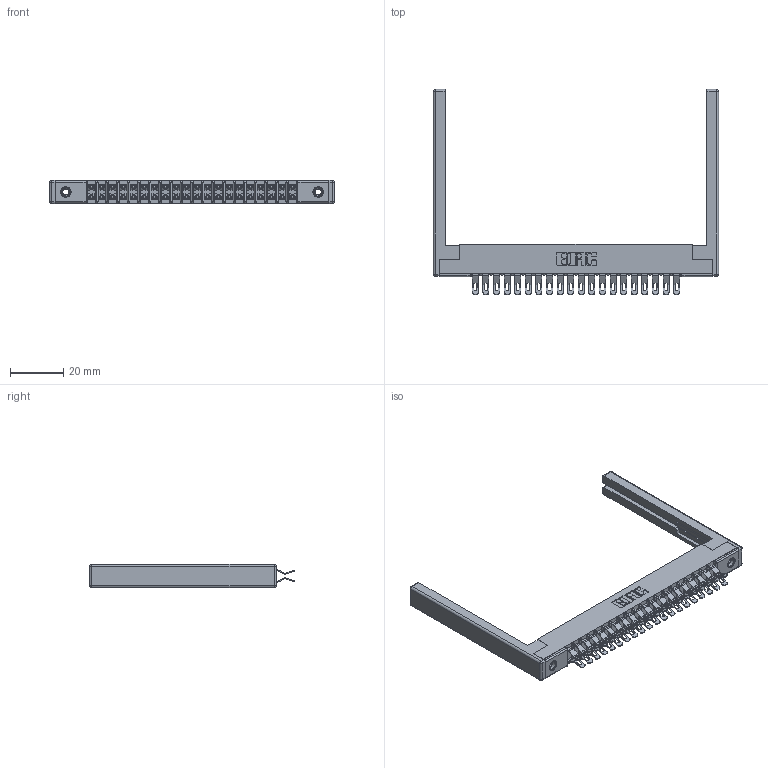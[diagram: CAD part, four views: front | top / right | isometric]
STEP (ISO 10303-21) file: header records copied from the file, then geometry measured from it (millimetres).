
FILE_DESCRIPTION (( 'STEP AP203' ), '1' );
FILE_NAME ('357-040-555-268.STEP', '2019-09-18T05:33:02', ( '' ), ( '' ), 'SwSTEP 2.0', 'SolidWorks 2016', '' );
FILE_SCHEMA (( 'CONFIG_CONTROL_DESIGN' ));
Length unit declared in the file: inch
Products named in the file (5): 307 Part_.156 Dia Mounting Holes; 307-220-068; 307-290-001_555; 345-250-001_345-250-001-102; 357-040-555-268
Assembly tree (45 placements, depth 2):
  357-040-555-268
    307 Part_.156 Dia Mounting Holes
    307-290-001_555  x40
    307-220-068  x2
    345-250-001_345-250-001-102  x2
Bounding box: 106.68 x 76.71 x 8.71 mm (x, y, z)
Volume: 11658.9 mm3; surface area: 17133.6 mm2
Topology: 45 solids, 45 shells, 2733 faces, 7953 edges, 5170 vertices
Faces by surface type: plane 1518, cylinder 1149, sphere 50, cone 12, torus 4
Entity records: 23794 total; most frequent: CARTESIAN_POINT 3881, ORIENTED_EDGE 3838, DIRECTION 3833, EDGE_CURVE 1919, LINE 1449, VECTOR 1449, VERTEX_POINT 1240, AXIS2_PLACEMENT_3D 1192
